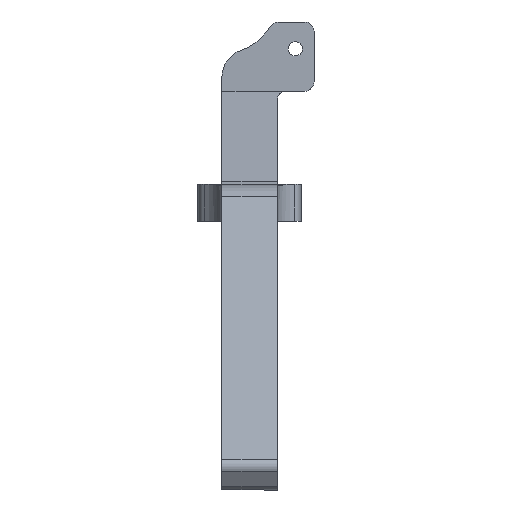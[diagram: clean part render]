
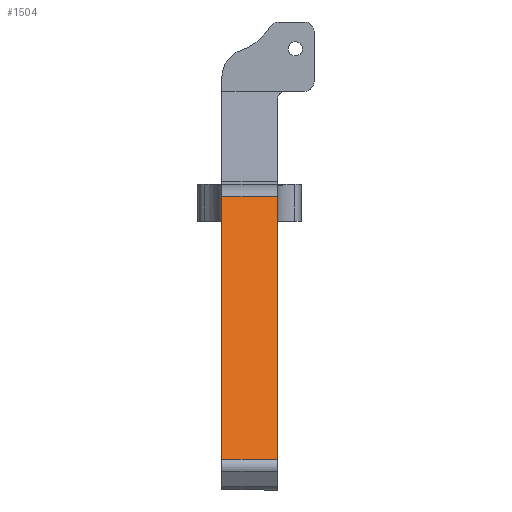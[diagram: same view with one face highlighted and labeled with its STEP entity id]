
A CAD part, top view. The second image highlights one B-rep face of the part: STEP entity #1504.
In plain terms, the highlighted planar face has unit normal (0, 0.82, 0.572).
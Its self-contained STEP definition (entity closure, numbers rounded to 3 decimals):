
#228=FACE_OUTER_BOUND('',#335,.T.);
#335=EDGE_LOOP('',(#1371,#1372,#1373,#1374));
#371=LINE('',#2225,#509);
#424=LINE('',#2401,#562);
#463=LINE('',#2524,#601);
#467=LINE('',#2531,#605);
#509=VECTOR('',#1773,10.);
#562=VECTOR('',#1944,10.);
#601=VECTOR('',#2083,10.);
#605=VECTOR('',#2091,10.);
#654=VERTEX_POINT('',#2222);
#655=VERTEX_POINT('',#2224);
#718=VERTEX_POINT('',#2398);
#719=VERTEX_POINT('',#2400);
#804=EDGE_CURVE('',#654,#655,#371,.T.);
#893=EDGE_CURVE('',#718,#719,#424,.T.);
#954=EDGE_CURVE('',#718,#655,#463,.T.);
#958=EDGE_CURVE('',#719,#654,#467,.T.);
#1371=ORIENTED_EDGE('',*,*,#954,.T.);
#1372=ORIENTED_EDGE('',*,*,#804,.F.);
#1373=ORIENTED_EDGE('',*,*,#958,.F.);
#1374=ORIENTED_EDGE('',*,*,#893,.F.);
#1428=PLANE('',#1679);
#1504=ADVANCED_FACE('',(#228),#1428,.T.);
#1679=AXIS2_PLACEMENT_3D('',#2545,#2112,#2113);
#1773=DIRECTION('',(0.,0.572,-0.82));
#1944=DIRECTION('',(0.,-0.572,0.82));
#2083=DIRECTION('',(-1.,0.,0.));
#2091=DIRECTION('',(-1.,0.,0.));
#2112=DIRECTION('center_axis',(0.,0.82,0.572));
#2113=DIRECTION('ref_axis',(0.,0.572,-0.82));
#2222=CARTESIAN_POINT('',(-1.867,-38.268,207.779));
#2224=CARTESIAN_POINT('',(-1.867,18.947,125.688));
#2225=CARTESIAN_POINT('',(-1.867,-38.268,207.779));
#2398=CARTESIAN_POINT('',(10.133,18.947,125.688));
#2400=CARTESIAN_POINT('',(10.133,-38.268,207.779));
#2401=CARTESIAN_POINT('',(10.133,18.947,125.688));
#2524=CARTESIAN_POINT('',(0.633,18.947,125.688));
#2531=CARTESIAN_POINT('',(0.633,-38.268,207.779));
#2545=CARTESIAN_POINT('Origin',(8.133,-39.412,209.42));
